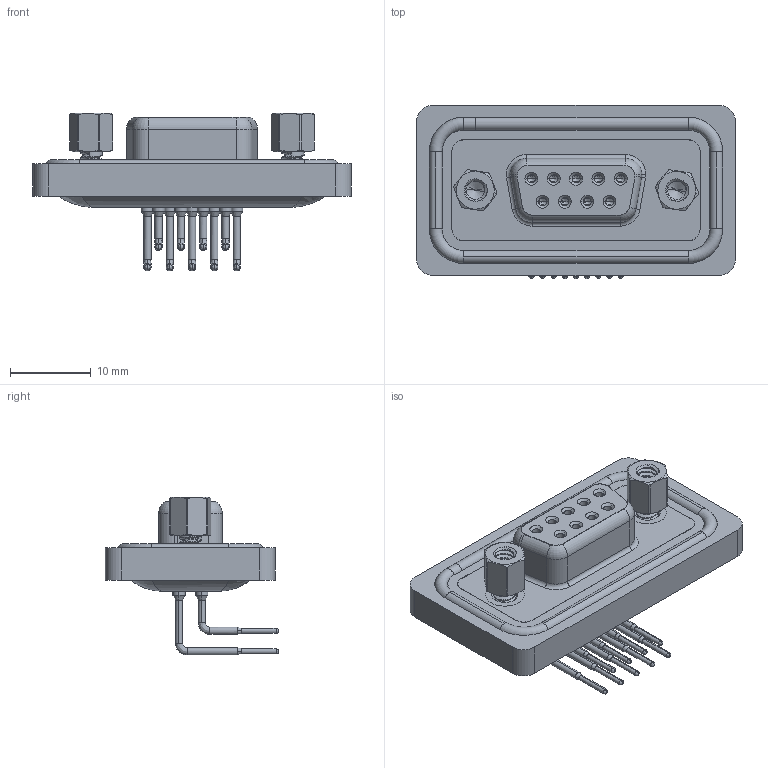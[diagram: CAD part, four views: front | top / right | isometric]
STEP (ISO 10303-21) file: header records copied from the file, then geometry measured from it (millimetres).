
FILE_DESCRIPTION (( 'STEP AP203' ), '1' );
FILE_NAME ('630-W09-240-012.STEP', '2024-04-12T17:28:39', ( '' ), ( '' ), 'SwSTEP 2.0', 'SolidWorks 2023', '' );
FILE_SCHEMA (( 'CONFIG_CONTROL_DESIGN' ));
Length unit declared in the file: millimetre
Products named in the file (8): 630W Contact Row 1; 630W Contact Row 2; 630W Housing_09 Contacts; 630-W09-240-012; 630W 4-40 Hex Standoff; 630W 4-40 Threaded Rivet_Stabilizer; 630W Shell_09 Contacts; 630W Waterproof Housing_09 Contacts
Assembly tree (16 placements, depth 2):
  630-W09-240-012
    630W Housing_09 Contacts
    630W Shell_09 Contacts
    630W Contact Row 1  x5
    630W Contact Row 2  x4
    630W 4-40 Threaded Rivet_Stabilizer  x2
    630W 4-40 Hex Standoff  x2
    630W Waterproof Housing_09 Contacts
Bounding box: 39.51 x 21.5 x 19.59 mm (x, y, z)
Volume: 4396.2 mm3; surface area: 7397.3 mm2
Topology: 17 solids, 17 shells, 912 faces, 2337 edges, 1479 vertices
Faces by surface type: cylinder 441, plane 236, cone 127, bspline 58, torus 50
Entity records: 21313 total; most frequent: CARTESIAN_POINT 7319, DIRECTION 2832, ORIENTED_EDGE 2652, EDGE_CURVE 1326, AXIS2_PLACEMENT_3D 1156, VERTEX_POINT 850, EDGE_LOOP 630, CIRCLE 620
